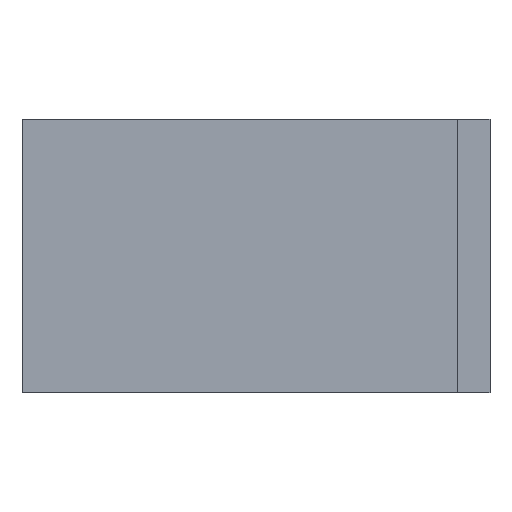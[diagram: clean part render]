
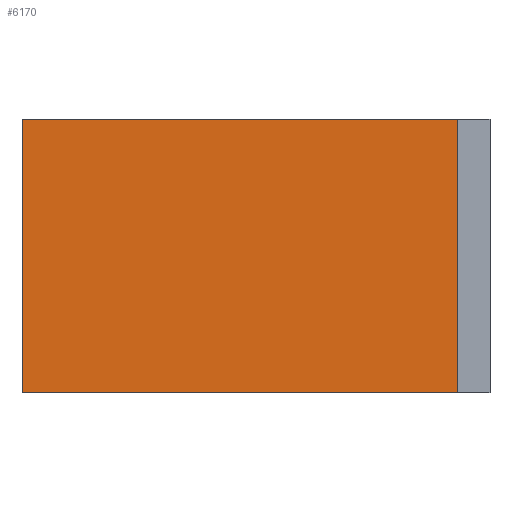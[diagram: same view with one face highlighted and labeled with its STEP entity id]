
A CAD part, left-side view. The second image highlights one B-rep face of the part: STEP entity #6170.
In plain terms, the highlighted planar face has unit normal (-1, 0, 0).
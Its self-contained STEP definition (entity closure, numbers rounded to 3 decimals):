
#586=PLANE('',#6626);
#939=FACE_OUTER_BOUND('',#1307,.T.);
#1307=EDGE_LOOP('',(#5489,#5490,#5491,#5492));
#1635=LINE('',#24687,#1994);
#1669=LINE('',#24780,#2028);
#1670=LINE('',#24783,#2029);
#1671=LINE('',#24784,#2030);
#1994=VECTOR('',#7756,10.);
#2028=VECTOR('',#7860,10.);
#2029=VECTOR('',#7863,10.);
#2030=VECTOR('',#7864,10.);
#2710=VERTEX_POINT('',#24684);
#2711=VERTEX_POINT('',#24686);
#2735=VERTEX_POINT('',#24778);
#2736=VERTEX_POINT('',#24782);
#3619=EDGE_CURVE('',#2710,#2711,#1635,.T.);
#3667=EDGE_CURVE('',#2710,#2735,#1669,.T.);
#3668=EDGE_CURVE('',#2736,#2735,#1670,.T.);
#3669=EDGE_CURVE('',#2711,#2736,#1671,.T.);
#5489=ORIENTED_EDGE('',*,*,#3667,.T.);
#5490=ORIENTED_EDGE('',*,*,#3668,.F.);
#5491=ORIENTED_EDGE('',*,*,#3669,.F.);
#5492=ORIENTED_EDGE('',*,*,#3619,.F.);
#6170=ADVANCED_FACE('',(#939),#586,.T.);
#6626=AXIS2_PLACEMENT_3D('',#24781,#7861,#7862);
#7756=DIRECTION('',(0.,1.,0.));
#7860=DIRECTION('',(0.,0.,1.));
#7861=DIRECTION('center_axis',(-1.,0.,0.));
#7862=DIRECTION('ref_axis',(0.,-1.,0.));
#7863=DIRECTION('',(0.,-1.,0.));
#7864=DIRECTION('',(0.,0.,1.));
#24684=CARTESIAN_POINT('',(-75.,-28.,-19.));
#24686=CARTESIAN_POINT('',(-75.,32.5,-19.));
#24687=CARTESIAN_POINT('',(-75.,-32.5,-19.));
#24778=CARTESIAN_POINT('',(-75.,-28.,19.));
#24780=CARTESIAN_POINT('',(-75.,-28.,0.));
#24781=CARTESIAN_POINT('Origin',(-75.,32.5,0.));
#24782=CARTESIAN_POINT('',(-75.,32.5,19.));
#24783=CARTESIAN_POINT('',(-75.,-32.5,19.));
#24784=CARTESIAN_POINT('',(-75.,32.5,0.));
